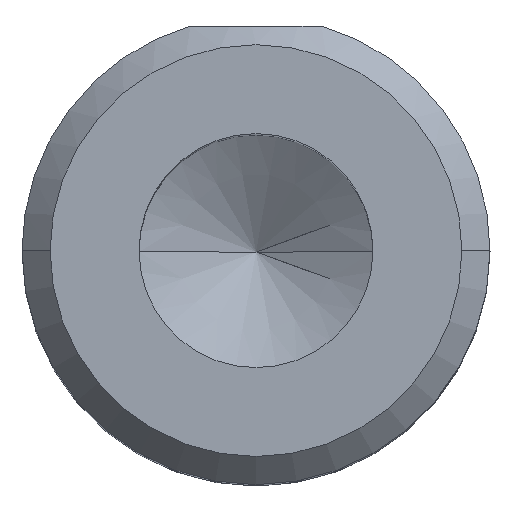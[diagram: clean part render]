
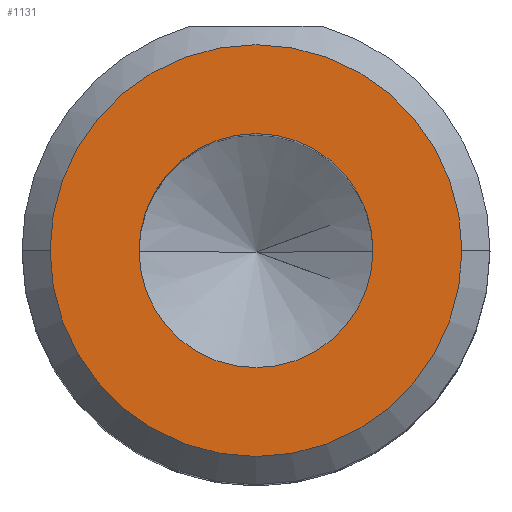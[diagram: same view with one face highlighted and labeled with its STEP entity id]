
A CAD part, top view. The second image highlights one B-rep face of the part: STEP entity #1131.
In plain terms, the highlighted planar face has unit normal (0, 0, 1).
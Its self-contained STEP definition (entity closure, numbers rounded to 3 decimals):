
#10 = DIRECTION ( 'NONE',  ( 0., 0., 1. ) ) ;
#137 = CARTESIAN_POINT ( 'NONE',  ( 1.25, 0., 5. ) ) ;
#184 = EDGE_CURVE ( 'NONE', #955, #280, #437, .T. ) ;
#206 = EDGE_CURVE ( 'NONE', #891, #670, #907, .T. ) ;
#265 = CIRCLE ( 'NONE', #357, 2.2 ) ;
#280 = VERTEX_POINT ( 'NONE', #310 ) ;
#306 = FACE_OUTER_BOUND ( 'NONE', #662, .T. ) ;
#309 = AXIS2_PLACEMENT_3D ( 'NONE', #333, #1003, #432 ) ;
#310 = CARTESIAN_POINT ( 'NONE',  ( 2.2, 0., 5. ) ) ;
#331 = ORIENTED_EDGE ( 'NONE', *, *, #206, .F. ) ;
#333 = CARTESIAN_POINT ( 'NONE',  ( 0., 0., 5. ) ) ;
#357 = AXIS2_PLACEMENT_3D ( 'NONE', #465, #1123, #562 ) ;
#432 = DIRECTION ( 'NONE',  ( 1., 0., 0. ) ) ;
#437 = CIRCLE ( 'NONE', #708, 2.2 ) ;
#465 = CARTESIAN_POINT ( 'NONE',  ( 0., 0., 5. ) ) ;
#501 = ORIENTED_EDGE ( 'NONE', *, *, #973, .T. ) ;
#509 = DIRECTION ( 'NONE',  ( 0., 0., 1. ) ) ;
#537 = FACE_BOUND ( 'NONE', #636, .T. ) ;
#558 = PLANE ( 'NONE',  #625 ) ;
#562 = DIRECTION ( 'NONE',  ( 1., 0., 0. ) ) ;
#601 = CARTESIAN_POINT ( 'NONE',  ( 0., 0., 5. ) ) ;
#618 = AXIS2_PLACEMENT_3D ( 'NONE', #1075, #509, #1160 ) ;
#625 = AXIS2_PLACEMENT_3D ( 'NONE', #643, #1209, #646 ) ;
#636 = EDGE_LOOP ( 'NONE', ( #331, #1071 ) ) ;
#643 = CARTESIAN_POINT ( 'NONE',  ( 0., 0., 5. ) ) ;
#646 = DIRECTION ( 'NONE',  ( 1., 0., 0. ) ) ;
#662 = EDGE_LOOP ( 'NONE', ( #1187, #501 ) ) ;
#670 = VERTEX_POINT ( 'NONE', #1222 ) ;
#688 = DIRECTION ( 'NONE',  ( 1., 0., 0. ) ) ;
#708 = AXIS2_PLACEMENT_3D ( 'NONE', #601, #10, #688 ) ;
#727 = CARTESIAN_POINT ( 'NONE',  ( -2.2, 0., 5. ) ) ;
#889 = EDGE_CURVE ( 'NONE', #670, #891, #974, .T. ) ;
#891 = VERTEX_POINT ( 'NONE', #137 ) ;
#907 = CIRCLE ( 'NONE', #618, 1.25 ) ;
#955 = VERTEX_POINT ( 'NONE', #727 ) ;
#973 = EDGE_CURVE ( 'NONE', #280, #955, #265, .T. ) ;
#974 = CIRCLE ( 'NONE', #309, 1.25 ) ;
#1003 = DIRECTION ( 'NONE',  ( 0., 0., 1. ) ) ;
#1071 = ORIENTED_EDGE ( 'NONE', *, *, #889, .F. ) ;
#1075 = CARTESIAN_POINT ( 'NONE',  ( 0., 0., 5. ) ) ;
#1123 = DIRECTION ( 'NONE',  ( 0., 0., 1. ) ) ;
#1131 = ADVANCED_FACE ( 'NONE', ( #306, #537 ), #558, .T. ) ;
#1160 = DIRECTION ( 'NONE',  ( 1., 0., 0. ) ) ;
#1187 = ORIENTED_EDGE ( 'NONE', *, *, #184, .T. ) ;
#1209 = DIRECTION ( 'NONE',  ( 0., 0., 1. ) ) ;
#1222 = CARTESIAN_POINT ( 'NONE',  ( -1.25, 0., 5. ) ) ;
